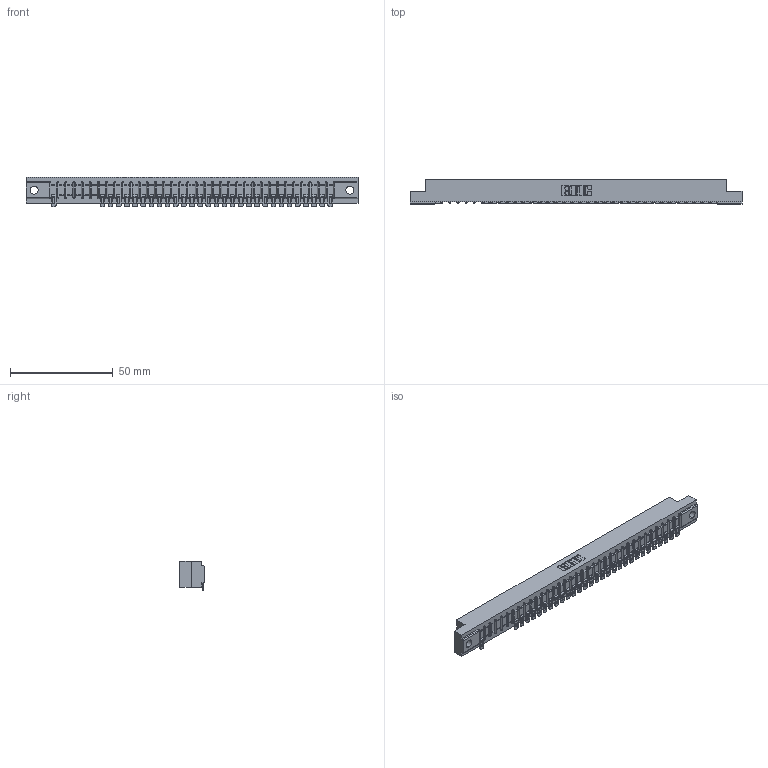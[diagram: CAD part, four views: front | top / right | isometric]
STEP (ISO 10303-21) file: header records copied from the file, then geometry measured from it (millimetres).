
FILE_DESCRIPTION (( 'STEP AP203' ), '1' );
FILE_NAME ('357-035-554-104.STEP', '2018-08-10T04:42:36', ( '' ), ( '' ), 'SwSTEP 2.0', 'SolidWorks 2016', '' );
FILE_SCHEMA (( 'CONFIG_CONTROL_DESIGN' ));
Length unit declared in the file: inch
Products named in the file (3): 307 Part_.156 Dia Mounting Holes; 307-290-002_554; 357-035-554-104
Assembly tree (31 placements, depth 2):
  357-035-554-104
    307 Part_.156 Dia Mounting Holes
    307-290-002_554  x30
Bounding box: 161.7 x 12.01 x 14.52 mm (x, y, z)
Volume: 17011.5 mm3; surface area: 20261 mm2
Topology: 31 solids, 31 shells, 2698 faces, 8269 edges, 5414 vertices
Faces by surface type: plane 1524, cylinder 1102, sphere 72
Entity records: 32091 total; most frequent: CARTESIAN_POINT 5439, ORIENTED_EDGE 5432, DIRECTION 5280, EDGE_CURVE 2716, LINE 2078, VECTOR 2078, VERTEX_POINT 1760, AXIS2_PLACEMENT_3D 1601
